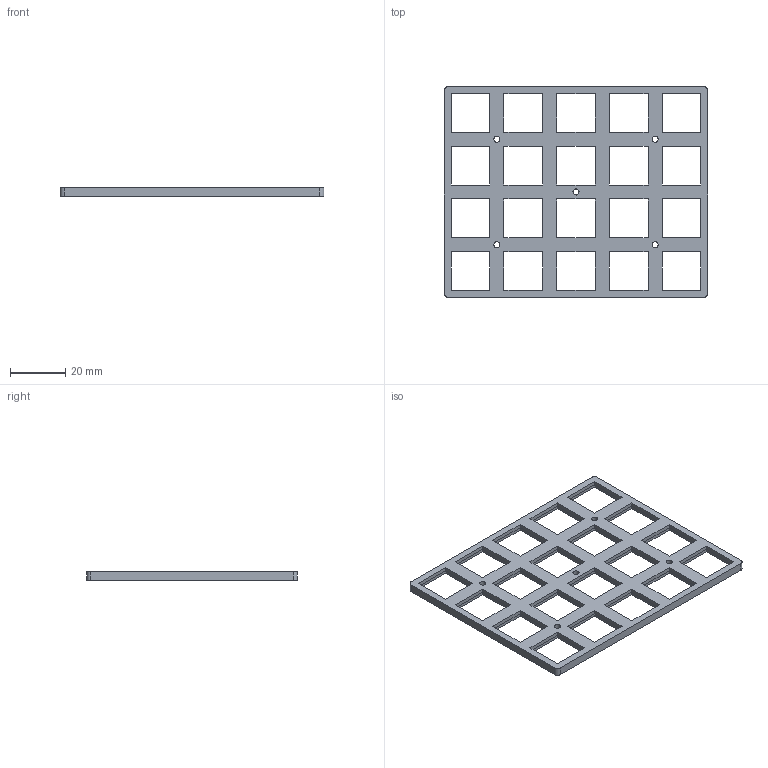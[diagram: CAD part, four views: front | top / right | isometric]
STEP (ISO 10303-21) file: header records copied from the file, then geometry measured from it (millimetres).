
FILE_DESCRIPTION(('HOOPS Exchange Step'),'2;1');
FILE_NAME('temp_export','2025-07-13T08:30:47-04:00',('jscotto'),('Shapr3D Limited'),'HOOPS Exchange 2024.8','Shapr3D','Authorized');
FILE_SCHEMA( ('AP242_MANAGED_MODEL_BASED_3D_ENGINEERING_MIM_LF {1 0 10303 442 1 1 4}') );
Length unit declared in the file: millimetre
Products named in the file (1): Plate
Bounding box: 95.25 x 76.2 x 3 mm (x, y, z)
Volume: 9023.3 mm3; surface area: 11246.9 mm2
Topology: 1 solids, 1 shells, 195 faces, 529 edges, 356 vertices
Faces by surface type: plane 186, cylinder 9
Full cylindrical faces by diameter (mm): 2.2 x5
Entity records: 6187 total; most frequent: CARTESIAN_POINT 1082, ORIENTED_EDGE 1058, DIRECTION 951, EDGE_CURVE 529, VECTOR 501, LINE 501, VERTEX_POINT 356, EDGE_LOOP 265
